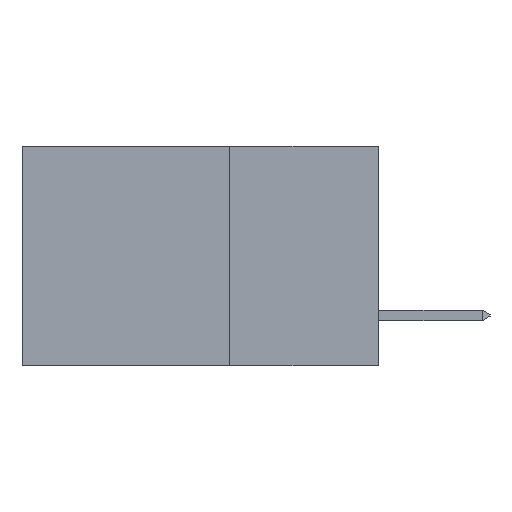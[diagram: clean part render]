
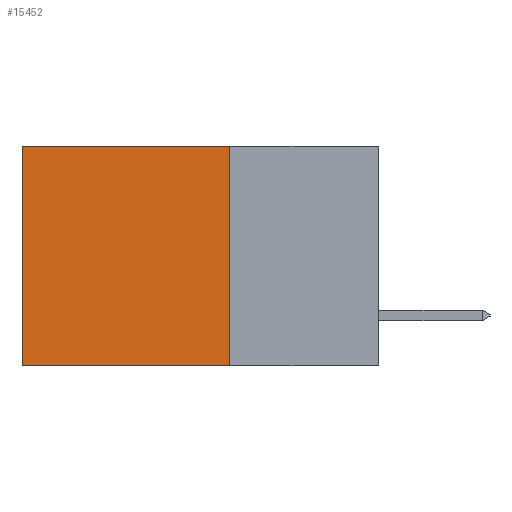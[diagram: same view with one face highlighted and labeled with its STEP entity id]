
A CAD part, left-side view. The second image highlights one B-rep face of the part: STEP entity #15452.
In plain terms, the highlighted planar face has unit normal (-1, 0, 0).
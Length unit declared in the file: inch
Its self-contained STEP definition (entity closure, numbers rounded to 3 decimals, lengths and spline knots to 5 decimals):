
#719 = EDGE_CURVE ( 'NONE', #1539, #2426, #20698, .T. ) ;
#957 = ORIENTED_EDGE ( 'NONE', *, *, #719, .T. ) ;
#1113 = DIRECTION ( 'NONE',  ( 0., 1., 0. ) ) ;
#1539 = VERTEX_POINT ( 'NONE', #22278 ) ;
#2318 = LINE ( 'NONE', #20627, #12374 ) ;
#2426 = VERTEX_POINT ( 'NONE', #15837 ) ;
#4021 = CARTESIAN_POINT ( 'NONE',  ( 0.298, 0.25, 0. ) ) ;
#4269 = ORIENTED_EDGE ( 'NONE', *, *, #14860, .F. ) ;
#5447 = CARTESIAN_POINT ( 'NONE',  ( 0.298, 0.25, 0. ) ) ;
#5474 = VECTOR ( 'NONE', #10153, 39.37008 ) ;
#6302 = AXIS2_PLACEMENT_3D ( 'NONE', #5447, #23286, #11491 ) ;
#7644 = CARTESIAN_POINT ( 'NONE',  ( 0.298, 0.6, 0. ) ) ;
#7954 = LINE ( 'NONE', #24912, #23091 ) ;
#8904 = VECTOR ( 'NONE', #9659, 39.37008 ) ;
#9659 = DIRECTION ( 'NONE',  ( 0., 1., 0. ) ) ;
#10153 = DIRECTION ( 'NONE',  ( 0., 0., -1. ) ) ;
#10749 = EDGE_LOOP ( 'NONE', ( #957, #4269, #18180, #18989 ) ) ;
#11491 = DIRECTION ( 'NONE',  ( 0., 0., -1. ) ) ;
#12374 = VECTOR ( 'NONE', #22580, 39.37008 ) ;
#12576 = VERTEX_POINT ( 'NONE', #4021 ) ;
#14243 = LINE ( 'NONE', #19519, #8904 ) ;
#14254 = FACE_OUTER_BOUND ( 'NONE', #10749, .T. ) ;
#14860 = EDGE_CURVE ( 'NONE', #25673, #2426, #14243, .T. ) ;
#15452 = ADVANCED_FACE ( 'NONE', ( #14254 ), #21316, .F. ) ;
#15837 = CARTESIAN_POINT ( 'NONE',  ( 0.298, 0.6, -0.37 ) ) ;
#18180 = ORIENTED_EDGE ( 'NONE', *, *, #22183, .F. ) ;
#18989 = ORIENTED_EDGE ( 'NONE', *, *, #25637, .T. ) ;
#19519 = CARTESIAN_POINT ( 'NONE',  ( 0.298, 0.25, -0.37 ) ) ;
#20627 = CARTESIAN_POINT ( 'NONE',  ( 0.298, 0.25, 0. ) ) ;
#20698 = LINE ( 'NONE', #7644, #5474 ) ;
#21041 = CARTESIAN_POINT ( 'NONE',  ( 0.298, 0.25, -0.37 ) ) ;
#21316 = PLANE ( 'NONE',  #6302 ) ;
#22183 = EDGE_CURVE ( 'NONE', #12576, #25673, #2318, .T. ) ;
#22278 = CARTESIAN_POINT ( 'NONE',  ( 0.298, 0.6, 0. ) ) ;
#22580 = DIRECTION ( 'NONE',  ( 0., 0., -1. ) ) ;
#23091 = VECTOR ( 'NONE', #1113, 39.37008 ) ;
#23286 = DIRECTION ( 'NONE',  ( 1., 0., 0. ) ) ;
#24912 = CARTESIAN_POINT ( 'NONE',  ( 0.298, 0.25, 0. ) ) ;
#25637 = EDGE_CURVE ( 'NONE', #12576, #1539, #7954, .T. ) ;
#25673 = VERTEX_POINT ( 'NONE', #21041 ) ;
